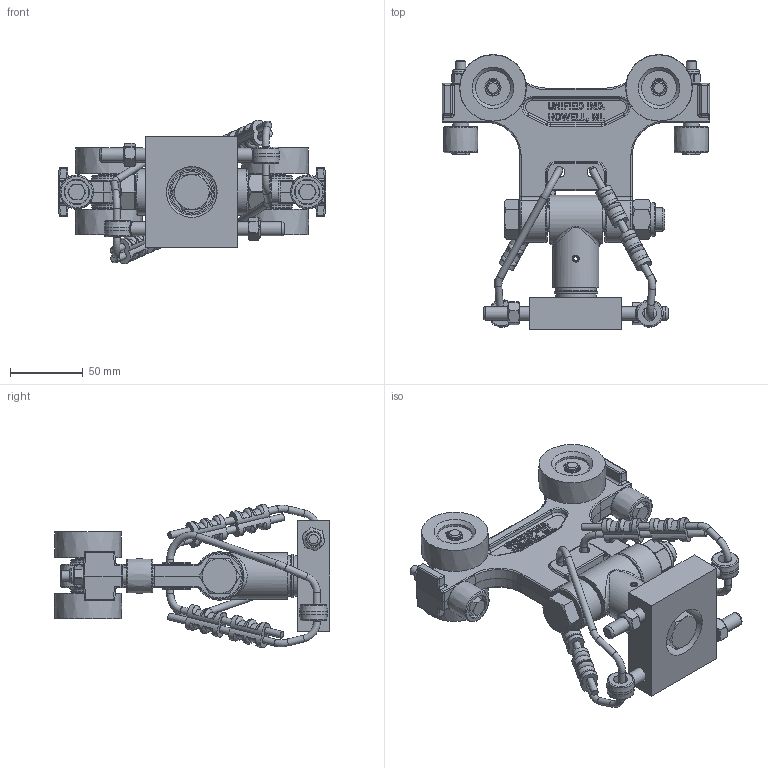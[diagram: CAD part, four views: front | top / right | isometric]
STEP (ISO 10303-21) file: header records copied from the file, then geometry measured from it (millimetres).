
FILE_DESCRIPTION((''),'2;1');
FILE_NAME('22521 420B END TRUCK ASSY.stp','2011-02-22T09:38:02',('jholman'),(''),'Autodesk Inventor 2009','Autodesk Inventor 2009','');
FILE_SCHEMA(('AUTOMOTIVE_DESIGN { 1 0 10303 214 1 1 1 1 }'));
Length unit declared in the file: inch
Products named in the file (30): 22521; 20110; 59800M; 59800_2; Hex Cap Screw - Metric M16 x 100; 3D1191G4A; 3D1185B4B; 3D11D6B4A; 3D11N9B4B; 3D11N7B4C; 3D11V6B4B; 3D11F6B4A; 3D11Q9B4A; 3D110XF4B; 3D11SWF4A; 3D11QWF4A; 3D11RWF4A; 3D11TWF4A; 3D11UWF4A; 3D111BB4C; 3D11J4B4B; 3D11YAB4A; Hex Nut - UNC (Regular Thread - Inch) 3/8 - 16; ANSI/AFBMA 21.1 NT - Thrust Needle Roller And Cage Assembly (Inch) 17NT01; Pin - Slotted Spring (Inch) 3/16 x 1.1/4; 3D114FD4B; 59960; Hex Bolt - UNC (Regular Thread - Inch) 5/8-11 UNC - 2.5_2; 3D115OD4C; 3D114OD4A
Assembly tree (51 placements, depth 4):
  22521
    20110
      59800M
        59800_2
      Hex Cap Screw - Metric M16 x 100
      3D1191G4A
      3D1185B4B  x2
      3D11D6B4A  x4
      3D11N9B4B  x4
        3D11N7B4C
        3D11V6B4B
      3D11F6B4A  x2
      3D11Q9B4A  x2
      3D110XF4B  x2
      3D11SWF4A  x2
        3D11QWF4A
        3D11RWF4A
        3D11TWF4A
        3D11UWF4A
    3D111BB4C
      3D11J4B4B
      3D11YAB4A  x4
      Hex Nut - UNC (Regular Thread - Inch) 3/8 - 16  x2
      ANSI/AFBMA 21.1 NT - Thrust Needle Roller And Cage Assembly (Inch) 17NT01  x2
      Pin - Slotted Spring (Inch) 3/16 x 1.1/4
      3D114FD4B  x2
      59960
      Hex Bolt - UNC (Regular Thread - Inch) 5/8-11 UNC - 2.5_2
    3D115OD4C  x2
    3D114OD4A  x4
Bounding box: 184.15 x 189.49 x 98.85 mm (x, y, z)
Volume: 513043.9 mm3; surface area: 183870.5 mm2
Topology: 79 solids, 79 shells, 1933 faces, 4468 edges, 2721 vertices
Faces by surface type: plane 624, bspline 509, cylinder 431, cone 133, sphere 124, torus 112
Full cylindrical faces by diameter (mm): 2 x26, 4.763 x16, 6.909 x2, 7 x4, 7.036 x2, 7.099 x2, 7.137 x2, 9.525 x2, 10.249 x2, 11.176 x2, 12 x2, 13.386 x1, 14.348 x1, 15.011 x2, 15.875 x1, 16 x1, 16.002 x4, 16.307 x1, 16.866 x4, 16.993 x4, 17 x6, 17.374 x1, 22.49 x1, 23.114 x1, 23.813 x9, 27.94 x4, 28.6 x8, 29.997 x2, 31.75 x1, 33.338 x1
Entity records: 50669 total; most frequent: CARTESIAN_POINT 21469, ORIENTED_EDGE 5780, DIRECTION 5540, EDGE_CURVE 2890, AXIS2_PLACEMENT_3D 2115, VERTEX_POINT 1825, EDGE_LOOP 1599, FACE_OUTER_BOUND 1323
